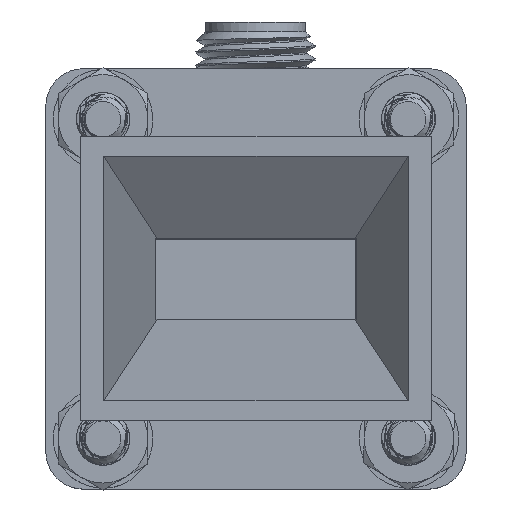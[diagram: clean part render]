
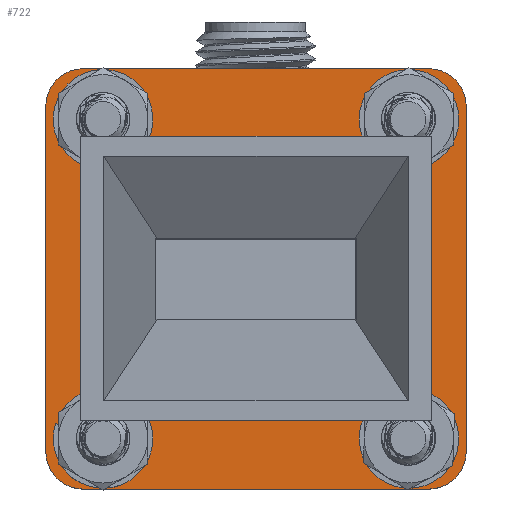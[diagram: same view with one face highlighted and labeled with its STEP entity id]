
A CAD part, top view. The second image highlights one B-rep face of the part: STEP entity #722.
In plain terms, the highlighted planar face has unit normal (0, 0, 1).
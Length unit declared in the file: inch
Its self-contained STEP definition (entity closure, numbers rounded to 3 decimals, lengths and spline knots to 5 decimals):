
#17 = ORIENTED_EDGE ( 'NONE', *, *, #14485, .T. ) ;
#66 = CARTESIAN_POINT ( 'NONE',  ( -0.3622, 0.44094, 1.69036 ) ) ;
#156 = VECTOR ( 'NONE', #2263, 39.37008 ) ;
#191 = LINE ( 'NONE', #11543, #5080 ) ;
#201 = EDGE_LOOP ( 'NONE', ( #12611 ) ) ;
#331 = EDGE_CURVE ( 'NONE', #3345, #9337, #14545, .T. ) ;
#360 = CARTESIAN_POINT ( 'NONE',  ( -0.14406, 0.26906, 1.69036 ) ) ;
#394 = EDGE_CURVE ( 'NONE', #13024, #9337, #4454, .T. ) ;
#430 = AXIS2_PLACEMENT_3D ( 'NONE', #559, #6007, #3656 ) ;
#520 = EDGE_CURVE ( 'NONE', #10918, #1860, #3285, .T. ) ;
#559 = CARTESIAN_POINT ( 'NONE',  ( -0.3622, -0.3622, 1.69036 ) ) ;
#722 = ADVANCED_FACE ( 'NONE', ( #13439, #11526, #3353, #1353, #3422, #7841 ), #12634, .F. ) ;
#916 = DIRECTION ( 'NONE',  ( -1., 0., 0. ) ) ;
#959 = VERTEX_POINT ( 'NONE', #12106 ) ;
#990 = AXIS2_PLACEMENT_3D ( 'NONE', #10948, #5352, #9846 ) ;
#1002 = EDGE_LOOP ( 'NONE', ( #7458 ) ) ;
#1017 = DIRECTION ( 'NONE',  ( -1., 0., 0. ) ) ;
#1066 = EDGE_CURVE ( 'NONE', #959, #9885, #7755, .T. ) ;
#1353 = FACE_BOUND ( 'NONE', #8857, .T. ) ;
#1427 = CARTESIAN_POINT ( 'NONE',  ( -0.44094, 0.26906, 1.69036 ) ) ;
#1444 = DIRECTION ( 'NONE',  ( 0., -1., 0. ) ) ;
#1634 = AXIS2_PLACEMENT_3D ( 'NONE', #8524, #7413, #7340 ) ;
#1727 = CARTESIAN_POINT ( 'NONE',  ( -0.3622, -0.44094, 1.69036 ) ) ;
#1860 = VERTEX_POINT ( 'NONE', #3160 ) ;
#2001 = LINE ( 'NONE', #13267, #5475 ) ;
#2263 = DIRECTION ( 'NONE',  ( 1., 0., 0. ) ) ;
#2537 = EDGE_CURVE ( 'NONE', #7512, #7512, #5854, .T. ) ;
#2550 = DIRECTION ( 'NONE',  ( 0., 0., -1. ) ) ;
#2745 = VERTEX_POINT ( 'NONE', #1727 ) ;
#2917 = CARTESIAN_POINT ( 'NONE',  ( 0.14406, 0.26906, 1.69036 ) ) ;
#3160 = CARTESIAN_POINT ( 'NONE',  ( -0.14406, -0.26906, 1.69036 ) ) ;
#3285 = LINE ( 'NONE', #4310, #14325 ) ;
#3293 = CARTESIAN_POINT ( 'NONE',  ( -0.44094, -0.44094, 1.69036 ) ) ;
#3345 = VERTEX_POINT ( 'NONE', #66 ) ;
#3353 = FACE_BOUND ( 'NONE', #5324, .T. ) ;
#3365 = CIRCLE ( 'NONE', #430, 0.07874 ) ;
#3422 = FACE_BOUND ( 'NONE', #9450, .T. ) ;
#3656 = DIRECTION ( 'NONE',  ( -1., 0., 0. ) ) ;
#3707 = ORIENTED_EDGE ( 'NONE', *, *, #394, .F. ) ;
#3907 = CARTESIAN_POINT ( 'NONE',  ( 0.26181, -0.32087, 1.69036 ) ) ;
#4310 = CARTESIAN_POINT ( 'NONE',  ( -0.44094, -0.26906, 1.69036 ) ) ;
#4424 = EDGE_CURVE ( 'NONE', #12370, #10918, #191, .T. ) ;
#4454 = LINE ( 'NONE', #13081, #12220 ) ;
#4476 = CARTESIAN_POINT ( 'NONE',  ( -0.44094, 0.3622, 1.69036 ) ) ;
#4674 = DIRECTION ( 'NONE',  ( 0., 0., -1. ) ) ;
#4690 = AXIS2_PLACEMENT_3D ( 'NONE', #1427, #2550, #13725 ) ;
#4856 = DIRECTION ( 'NONE',  ( 0., 1., 0. ) ) ;
#5080 = VECTOR ( 'NONE', #1444, 39.37008 ) ;
#5175 = AXIS2_PLACEMENT_3D ( 'NONE', #13133, #5611, #11287 ) ;
#5217 = VERTEX_POINT ( 'NONE', #13941 ) ;
#5324 = EDGE_LOOP ( 'NONE', ( #9267 ) ) ;
#5352 = DIRECTION ( 'NONE',  ( 0., 0., 1. ) ) ;
#5369 = VERTEX_POINT ( 'NONE', #10006 ) ;
#5373 = CARTESIAN_POINT ( 'NONE',  ( -0.33465, -0.32087, 1.69036 ) ) ;
#5475 = VECTOR ( 'NONE', #12240, 39.37008 ) ;
#5559 = EDGE_CURVE ( 'NONE', #10755, #10755, #7799, .T. ) ;
#5601 = VERTEX_POINT ( 'NONE', #5881 ) ;
#5603 = ORIENTED_EDGE ( 'NONE', *, *, #13606, .T. ) ;
#5611 = DIRECTION ( 'NONE',  ( 0., 0., 1. ) ) ;
#5634 = CARTESIAN_POINT ( 'NONE',  ( 0.33465, -0.32087, 1.69036 ) ) ;
#5696 = DIRECTION ( 'NONE',  ( 0., 0., -1. ) ) ;
#5780 = DIRECTION ( 'NONE',  ( -1., 0., 0. ) ) ;
#5854 = CIRCLE ( 'NONE', #6775, 0.07283 ) ;
#5881 = CARTESIAN_POINT ( 'NONE',  ( 0.3622, 0.44094, 1.69036 ) ) ;
#5946 = ORIENTED_EDGE ( 'NONE', *, *, #10176, .F. ) ;
#5965 = ORIENTED_EDGE ( 'NONE', *, *, #1066, .T. ) ;
#5992 = DIRECTION ( 'NONE',  ( -1., 0., 0. ) ) ;
#6007 = DIRECTION ( 'NONE',  ( 0., 0., 1. ) ) ;
#6019 = ORIENTED_EDGE ( 'NONE', *, *, #520, .T. ) ;
#6170 = CIRCLE ( 'NONE', #990, 0.07874 ) ;
#6184 = VERTEX_POINT ( 'NONE', #9587 ) ;
#6241 = ORIENTED_EDGE ( 'NONE', *, *, #14203, .F. ) ;
#6371 = EDGE_CURVE ( 'NONE', #13024, #2745, #3365, .T. ) ;
#6555 = ORIENTED_EDGE ( 'NONE', *, *, #331, .T. ) ;
#6752 = CIRCLE ( 'NONE', #12491, 0.07283 ) ;
#6775 = AXIS2_PLACEMENT_3D ( 'NONE', #5634, #4674, #5780 ) ;
#6811 = CARTESIAN_POINT ( 'NONE',  ( 0.14406, 0.26906, 1.69036 ) ) ;
#6987 = EDGE_CURVE ( 'NONE', #5217, #12370, #13517, .T. ) ;
#7094 = VERTEX_POINT ( 'NONE', #7270 ) ;
#7270 = CARTESIAN_POINT ( 'NONE',  ( 0.44094, 0.3622, 1.69036 ) ) ;
#7340 = DIRECTION ( 'NONE',  ( -1., 0., 0. ) ) ;
#7413 = DIRECTION ( 'NONE',  ( 0., 0., 1. ) ) ;
#7458 = ORIENTED_EDGE ( 'NONE', *, *, #7549, .T. ) ;
#7487 = DIRECTION ( 'NONE',  ( 0., 1., 0. ) ) ;
#7512 = VERTEX_POINT ( 'NONE', #3907 ) ;
#7549 = EDGE_CURVE ( 'NONE', #6184, #6184, #6752, .T. ) ;
#7654 = CIRCLE ( 'NONE', #9777, 0.07283 ) ;
#7755 = CIRCLE ( 'NONE', #5175, 0.07874 ) ;
#7799 = CIRCLE ( 'NONE', #11335, 0.07283 ) ;
#7841 = FACE_OUTER_BOUND ( 'NONE', #10222, .T. ) ;
#7984 = CARTESIAN_POINT ( 'NONE',  ( -0.33465, 0.32087, 1.69036 ) ) ;
#8524 = CARTESIAN_POINT ( 'NONE',  ( -0.3622, 0.3622, 1.69036 ) ) ;
#8589 = CARTESIAN_POINT ( 'NONE',  ( 0.14406, -0.26906, 1.69036 ) ) ;
#8721 = CARTESIAN_POINT ( 'NONE',  ( 0.44094, -0.3622, 1.69036 ) ) ;
#8759 = EDGE_CURVE ( 'NONE', #3345, #5601, #12362, .T. ) ;
#8857 = EDGE_LOOP ( 'NONE', ( #10533 ) ) ;
#8876 = VECTOR ( 'NONE', #11319, 39.37008 ) ;
#8997 = ORIENTED_EDGE ( 'NONE', *, *, #8759, .F. ) ;
#9267 = ORIENTED_EDGE ( 'NONE', *, *, #5559, .T. ) ;
#9337 = VERTEX_POINT ( 'NONE', #4476 ) ;
#9450 = EDGE_LOOP ( 'NONE', ( #6019, #17, #13825, #13144 ) ) ;
#9541 = DIRECTION ( 'NONE',  ( 0., 0., -1. ) ) ;
#9587 = CARTESIAN_POINT ( 'NONE',  ( -0.40748, 0.32087, 1.69036 ) ) ;
#9777 = AXIS2_PLACEMENT_3D ( 'NONE', #11087, #5696, #916 ) ;
#9780 = ORIENTED_EDGE ( 'NONE', *, *, #6371, .T. ) ;
#9846 = DIRECTION ( 'NONE',  ( -1., 0., 0. ) ) ;
#9885 = VERTEX_POINT ( 'NONE', #8721 ) ;
#9910 = DIRECTION ( 'NONE',  ( -1., 0., 0. ) ) ;
#10006 = CARTESIAN_POINT ( 'NONE',  ( 0.26181, 0.32087, 1.69036 ) ) ;
#10062 = LINE ( 'NONE', #3293, #11717 ) ;
#10176 = EDGE_CURVE ( 'NONE', #959, #2745, #10062, .T. ) ;
#10222 = EDGE_LOOP ( 'NONE', ( #3707, #9780, #5946, #5965, #6241, #5603, #8997, #6555 ) ) ;
#10455 = LINE ( 'NONE', #360, #12292 ) ;
#10533 = ORIENTED_EDGE ( 'NONE', *, *, #2537, .T. ) ;
#10755 = VERTEX_POINT ( 'NONE', #13038 ) ;
#10918 = VERTEX_POINT ( 'NONE', #8589 ) ;
#10948 = CARTESIAN_POINT ( 'NONE',  ( 0.3622, 0.3622, 1.69036 ) ) ;
#10963 = CARTESIAN_POINT ( 'NONE',  ( 0.14406, 0.44094, 1.69036 ) ) ;
#10976 = CARTESIAN_POINT ( 'NONE',  ( -0.44094, -0.3622, 1.69036 ) ) ;
#11087 = CARTESIAN_POINT ( 'NONE',  ( 0.33465, 0.32087, 1.69036 ) ) ;
#11116 = DIRECTION ( 'NONE',  ( 0., 0., -1. ) ) ;
#11287 = DIRECTION ( 'NONE',  ( -1., 0., 0. ) ) ;
#11319 = DIRECTION ( 'NONE',  ( 1., 0., 0. ) ) ;
#11335 = AXIS2_PLACEMENT_3D ( 'NONE', #5373, #11116, #1017 ) ;
#11526 = FACE_BOUND ( 'NONE', #1002, .T. ) ;
#11543 = CARTESIAN_POINT ( 'NONE',  ( 0.14406, -0.26906, 1.69036 ) ) ;
#11717 = VECTOR ( 'NONE', #13375, 39.37008 ) ;
#12081 = EDGE_CURVE ( 'NONE', #5369, #5369, #7654, .T. ) ;
#12106 = CARTESIAN_POINT ( 'NONE',  ( 0.3622, -0.44094, 1.69036 ) ) ;
#12220 = VECTOR ( 'NONE', #7487, 39.37008 ) ;
#12240 = DIRECTION ( 'NONE',  ( 0., -1., 0. ) ) ;
#12292 = VECTOR ( 'NONE', #4856, 39.37008 ) ;
#12362 = LINE ( 'NONE', #10963, #156 ) ;
#12370 = VERTEX_POINT ( 'NONE', #2917 ) ;
#12491 = AXIS2_PLACEMENT_3D ( 'NONE', #7984, #9541, #5992 ) ;
#12611 = ORIENTED_EDGE ( 'NONE', *, *, #12081, .T. ) ;
#12634 = PLANE ( 'NONE',  #4690 ) ;
#13024 = VERTEX_POINT ( 'NONE', #10976 ) ;
#13038 = CARTESIAN_POINT ( 'NONE',  ( -0.40748, -0.32087, 1.69036 ) ) ;
#13081 = CARTESIAN_POINT ( 'NONE',  ( -0.44094, 0.26906, 1.69036 ) ) ;
#13133 = CARTESIAN_POINT ( 'NONE',  ( 0.3622, -0.3622, 1.69036 ) ) ;
#13144 = ORIENTED_EDGE ( 'NONE', *, *, #4424, .T. ) ;
#13267 = CARTESIAN_POINT ( 'NONE',  ( 0.44094, -0.26906, 1.69036 ) ) ;
#13375 = DIRECTION ( 'NONE',  ( -1., 0., 0. ) ) ;
#13439 = FACE_BOUND ( 'NONE', #201, .T. ) ;
#13517 = LINE ( 'NONE', #6811, #8876 ) ;
#13606 = EDGE_CURVE ( 'NONE', #7094, #5601, #6170, .T. ) ;
#13725 = DIRECTION ( 'NONE',  ( -1., 0., 0. ) ) ;
#13825 = ORIENTED_EDGE ( 'NONE', *, *, #6987, .T. ) ;
#13941 = CARTESIAN_POINT ( 'NONE',  ( -0.14406, 0.26906, 1.69036 ) ) ;
#14203 = EDGE_CURVE ( 'NONE', #7094, #9885, #2001, .T. ) ;
#14325 = VECTOR ( 'NONE', #9910, 39.37008 ) ;
#14485 = EDGE_CURVE ( 'NONE', #1860, #5217, #10455, .T. ) ;
#14545 = CIRCLE ( 'NONE', #1634, 0.07874 ) ;
